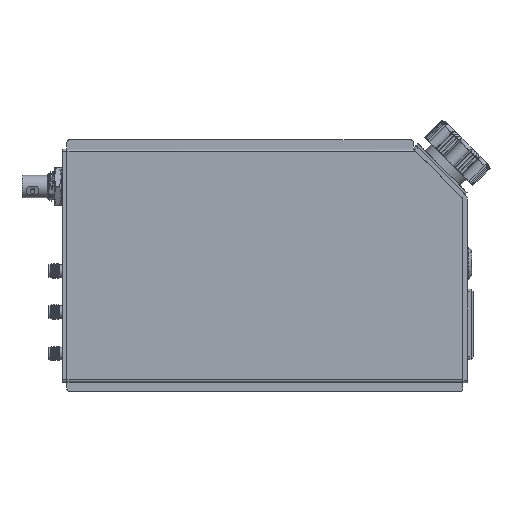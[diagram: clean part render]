
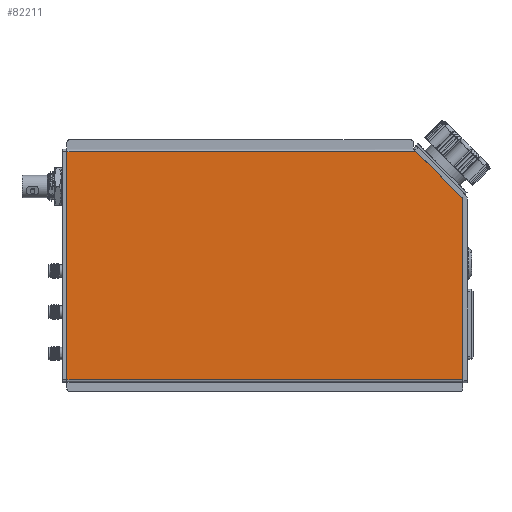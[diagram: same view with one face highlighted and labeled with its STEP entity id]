
A CAD part, front view. The second image highlights one B-rep face of the part: STEP entity #82211.
In plain terms, the highlighted planar face has unit normal (0, -1, 0).
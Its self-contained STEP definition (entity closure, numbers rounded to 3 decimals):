
#5831 = VERTEX_POINT ( 'NONE', #124912 ) ;
#5987 = CARTESIAN_POINT ( 'NONE',  ( -77.461, 21.049, 31.575 ) ) ;
#6172 = LINE ( 'NONE', #66714, #157647 ) ;
#6630 = ORIENTED_EDGE ( 'NONE', *, *, #95268, .T. ) ;
#10170 = CARTESIAN_POINT ( 'NONE',  ( 92.539, 21.049, 130.575 ) ) ;
#10571 = DIRECTION ( 'NONE',  ( 1., 0., 0. ) ) ;
#11436 = VECTOR ( 'NONE', #157166, 1000. ) ;
#13085 = VECTOR ( 'NONE', #10571, 1000. ) ;
#16546 = AXIS2_PLACEMENT_3D ( 'NONE', #39797, #52537, #86043 ) ;
#20305 = CARTESIAN_POINT ( 'NONE',  ( 92.539, 21.049, 129.575 ) ) ;
#22512 = LINE ( 'NONE', #71092, #13085 ) ;
#22868 = DIRECTION ( 'NONE',  ( 0., 0., -1. ) ) ;
#22898 = PLANE ( 'NONE',  #114104 ) ;
#24691 = EDGE_LOOP ( 'NONE', ( #128580, #114824, #110378, #6630, #142657, #131500 ) ) ;
#32407 = EDGE_CURVE ( 'NONE', #76705, #5831, #135683, .T. ) ;
#34790 = LINE ( 'NONE', #131999, #152134 ) ;
#39797 = CARTESIAN_POINT ( 'NONE',  ( 90.539, 21.049, 108.533 ) ) ;
#41065 = DIRECTION ( 'NONE',  ( -1., 0., 0. ) ) ;
#43384 = LINE ( 'NONE', #20305, #104494 ) ;
#44430 = CIRCLE ( 'NONE', #16546, 2. ) ;
#52537 = DIRECTION ( 'NONE',  ( 0., -1., 0. ) ) ;
#57931 = VERTEX_POINT ( 'NONE', #5987 ) ;
#66714 = CARTESIAN_POINT ( 'NONE',  ( 81.932, 21.049, 119.968 ) ) ;
#69895 = DIRECTION ( 'NONE',  ( 0., 1., 0. ) ) ;
#70541 = CARTESIAN_POINT ( 'NONE',  ( 92.539, 21.049, 108.533 ) ) ;
#71092 = CARTESIAN_POINT ( 'NONE',  ( 92.539, 21.049, 31.575 ) ) ;
#74838 = VERTEX_POINT ( 'NONE', #106033 ) ;
#76705 = VERTEX_POINT ( 'NONE', #70541 ) ;
#81809 = EDGE_CURVE ( 'NONE', #93155, #57931, #34790, .T. ) ;
#82211 = ADVANCED_FACE ( 'NONE', ( #131224 ), #22898, .F. ) ;
#86043 = DIRECTION ( 'NONE',  ( 0., 0., 1. ) ) ;
#90791 = CARTESIAN_POINT ( 'NONE',  ( 72.326, 21.049, 129.575 ) ) ;
#91831 = VERTEX_POINT ( 'NONE', #90791 ) ;
#93155 = VERTEX_POINT ( 'NONE', #97653 ) ;
#95268 = EDGE_CURVE ( 'NONE', #91831, #93155, #43384, .T. ) ;
#97653 = CARTESIAN_POINT ( 'NONE',  ( -77.461, 21.049, 129.575 ) ) ;
#104494 = VECTOR ( 'NONE', #41065, 1000. ) ;
#106033 = CARTESIAN_POINT ( 'NONE',  ( 91.953, 21.049, 109.947 ) ) ;
#107213 = EDGE_CURVE ( 'NONE', #76705, #74838, #44430, .T. ) ;
#108084 = DIRECTION ( 'NONE',  ( 1., 0., 0. ) ) ;
#110378 = ORIENTED_EDGE ( 'NONE', *, *, #120286, .F. ) ;
#114104 = AXIS2_PLACEMENT_3D ( 'NONE', #10170, #69895, #108084 ) ;
#114824 = ORIENTED_EDGE ( 'NONE', *, *, #107213, .T. ) ;
#120286 = EDGE_CURVE ( 'NONE', #91831, #74838, #6172, .T. ) ;
#122742 = EDGE_CURVE ( 'NONE', #57931, #5831, #22512, .T. ) ;
#124577 = CARTESIAN_POINT ( 'NONE',  ( 92.539, 21.049, 130.575 ) ) ;
#124912 = CARTESIAN_POINT ( 'NONE',  ( 92.539, 21.049, 31.575 ) ) ;
#128580 = ORIENTED_EDGE ( 'NONE', *, *, #32407, .F. ) ;
#131224 = FACE_OUTER_BOUND ( 'NONE', #24691, .T. ) ;
#131500 = ORIENTED_EDGE ( 'NONE', *, *, #122742, .T. ) ;
#131999 = CARTESIAN_POINT ( 'NONE',  ( -77.461, 21.049, 130.575 ) ) ;
#135683 = LINE ( 'NONE', #124577, #11436 ) ;
#139243 = DIRECTION ( 'NONE',  ( 0.707, 0., -0.707 ) ) ;
#142657 = ORIENTED_EDGE ( 'NONE', *, *, #81809, .T. ) ;
#152134 = VECTOR ( 'NONE', #22868, 1000. ) ;
#157166 = DIRECTION ( 'NONE',  ( 0., 0., -1. ) ) ;
#157647 = VECTOR ( 'NONE', #139243, 1000. ) ;
